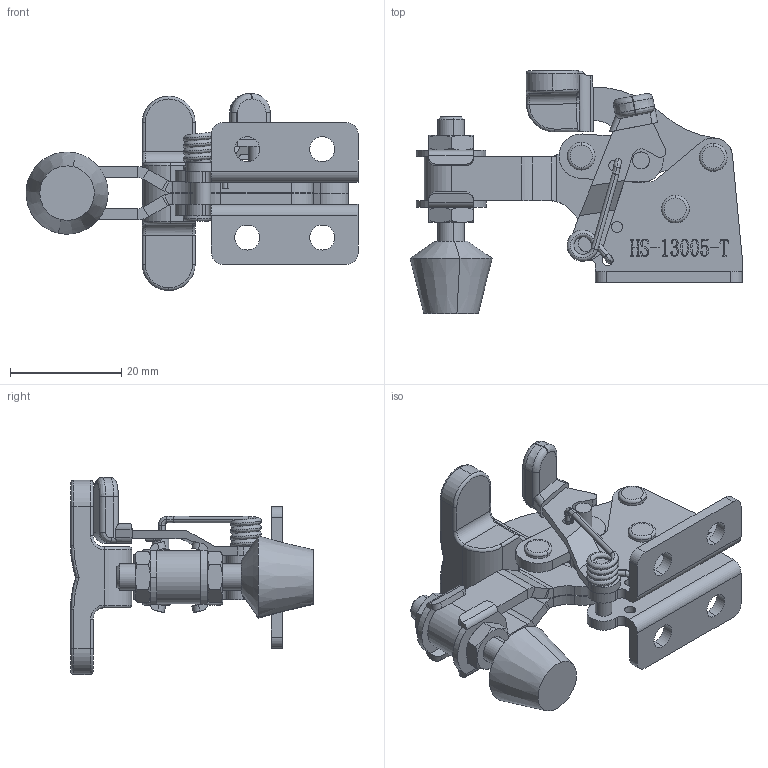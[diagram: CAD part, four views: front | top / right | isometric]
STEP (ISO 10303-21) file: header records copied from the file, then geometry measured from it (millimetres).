
FILE_DESCRIPTION (( 'STEP AP203' ), '1' );
FILE_NAME ('HS-13005-T.STEP', '2019-10-14T11:40:46', ( '微软用户' ), ( '微软中国' ), 'SwSTEP 2.0', 'SolidWorks 2012', '' );
FILE_SCHEMA (( 'CONFIG_CONTROL_DESIGN' ));
Length unit declared in the file: millimetre
Products named in the file (15): HS-13005-T; hexagon thin nut (grades a and b) as_AS 1112.4 AB- M5-N; HS-FC-10138; 蹟裝; HS-13005(T)揤輸; FW-100; 酗种; HS-13005(T)穩隊; HS-13005-3; HS-13005-T-02; HS-13005(T)忒參; HS-13005(T)  T倰忒梟; HS-13005(T)蟀裝; HS-13005(T)揤參; HS-13005-T-01
Assembly tree (21 placements, depth 3):
  HS-13005-T
    HS-13005-T-01
    HS-13005(T)揤參
    HS-13005(T)蟀裝  x2
    HS-13005(T)  T倰忒梟  x2
    HS-13005(T)忒參
    HS-13005-T-02
    HS-13005-3
    HS-13005(T)穩隊  x3
    酗种  x2
    FW-100  x2
    HS-FC-10138
      HS-13005(T)揤輸
      蹟裝
    hexagon thin nut (grades a and b) as_AS 1112.4 AB- M5-N  x2
Bounding box: 59.79 x 43.74 x 35.5 mm (x, y, z)
Volume: 11161.6 mm3; surface area: 13603.2 mm2
Topology: 22 solids, 22 shells, 886 faces, 2239 edges, 1432 vertices
Faces by surface type: plane 396, cylinder 238, bspline 186, cone 38, torus 28
Entity records: 37272 total; most frequent: CARTESIAN_POINT 17507, ORIENTED_EDGE 3994, DIRECTION 3258, EDGE_CURVE 1997, VERTEX_POINT 1282, LINE 1170, VECTOR 1170, AXIS2_PLACEMENT_3D 1044
